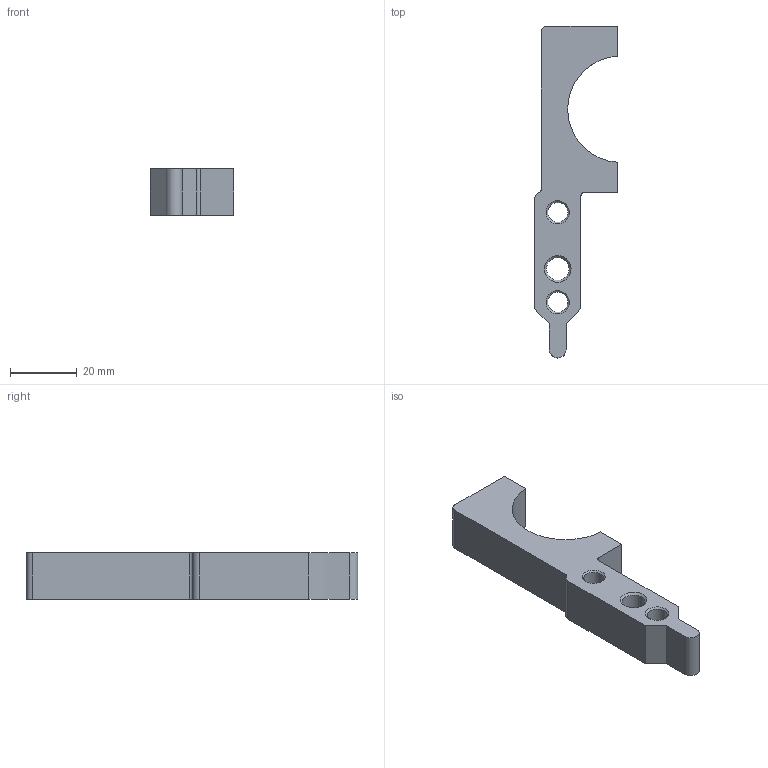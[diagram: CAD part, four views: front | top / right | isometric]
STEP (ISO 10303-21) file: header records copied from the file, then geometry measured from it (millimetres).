
FILE_DESCRIPTION(/* description */ (''),/* implementation_level */ '2;1');
FILE_NAME(/* name */ 'GETOUT_STAVE_55.stp',/* time_stamp */ '2018-09-20T13:52:12+02:00',/* author */ (''),/* organization */ (''),/* preprocessor_version */ 'ST-DEVELOPER v16.7',/* originating_system */ 'SIEMENS PLM Software NX 12.0',/* authorisation */ '');
FILE_SCHEMA (('AUTOMOTIVE_DESIGN { 1 0 10303 214 3 1 1 1 }'));
Length unit declared in the file: millimetre
Products named in the file (1): bezA730AE56ccuu
Bounding box: 25 x 99.75 x 14 mm (x, y, z)
Volume: 17488.9 mm3; surface area: 7178.9 mm2
Topology: 1 solids, 1 shells, 34 faces, 88 edges, 56 vertices
Faces by surface type: plane 13, cylinder 11, cone 10
Full cylindrical faces by diameter (mm): 3.3 x2, 6 x2, 6.8 x1
Entity records: 979 total; most frequent: DIRECTION 169, CARTESIAN_POINT 158, ORIENTED_EDGE 138, EDGE_CURVE 69, AXIS2_PLACEMENT_3D 65, EDGE_LOOP 55, VERTEX_POINT 54, FACE_BOUND 42
